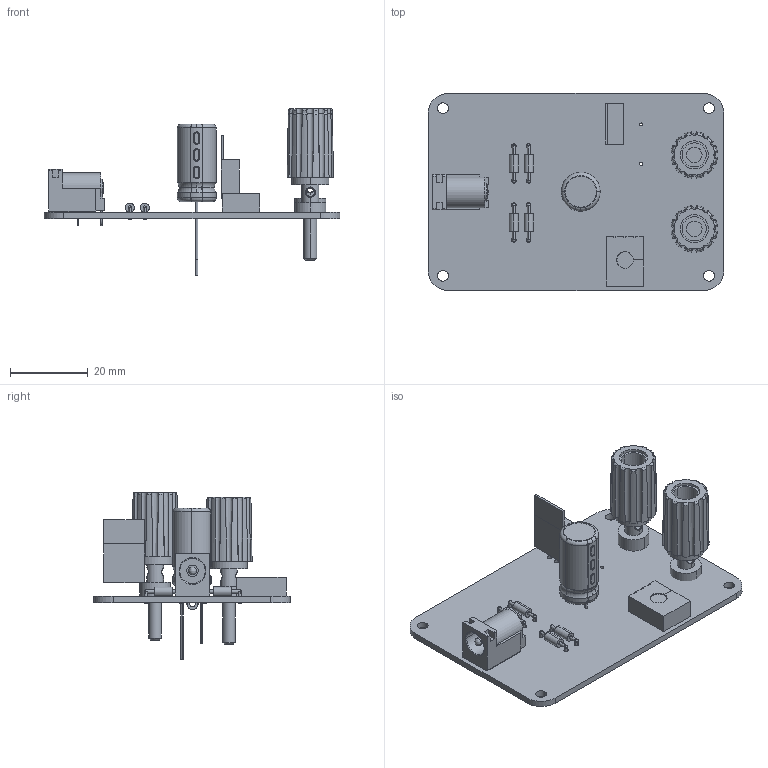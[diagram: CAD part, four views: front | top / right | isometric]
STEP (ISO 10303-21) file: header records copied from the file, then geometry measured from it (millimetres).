
FILE_DESCRIPTION (( 'STEP AP214' ), '1' );
FILE_NAME ('Power_Supply_PCB(Fixed).STEP', '2017-03-31T14:35:32', ( '' ), ( '' ), 'SwSTEP 2.0', 'SolidWorks 2015', '' );
FILE_SCHEMA (( 'AUTOMOTIVE_DESIGN' ));
Length unit declared in the file: millimetre
Products named in the file (49): Extruded; 1434208848; 1380978784; C1; D1; Cylinder_5; User_Library-CAP_10X20_3_1; 1380978304; 1380978424; User_Library-CAP_10X20_12_1; Extruded_2; User_Library-CAP_10X20_8_1; User_Library-CAP_10X20_11_1; 1380979264; Extruded_3; Power_Supply_PCB(Fixed); Sphere; D2; User_Library-CAP_10X20_4_1; User_Library-Keystone_7006; Cylinder_2; User_Library-CAP_10X20_1_1; Board; Cylinder_4; User_Library-CAP_10X20_9_1; 1380979024; User_Library-CAP_10X20_6_1; Cylinder; D4; U1; 1380979144; User_Library-CAP_10X20_10_1; User_Library-CAP_10X20_2_1; D3; J2; Sphere_2; 1434209360; 1380978904; R2; 1434208592 ...
Assembly tree (69 placements, depth 4):
  Power_Supply_PCB(Fixed)
    Board
    U1
      1434208592
        Extruded
      1434208720
        Extruded_2
    D4
      1380978304
        Cylinder
      1380979144
        Sphere
      1380978424
        Cylinder_2
      1380979024
        Cylinder_3
      1380978904
        Sphere_2
      1380978784
        Cylinder_4
      1380979264
        Cylinder_5
    D3
      1380978304
        Cylinder
      1380979144
        Sphere
      1380978424
        Cylinder_2
      1380979024
        Cylinder_3
      1380978904
        Sphere_2
      1380978784
        Cylinder_4
      1380979264
        Cylinder_5
    D2
      1380978304
        Cylinder
      1380979144
        Sphere
      1380978424
        Cylinder_2
      1380979024
        Cylinder_3
      1380978904
        Sphere_2
      1380978784
        Cylinder_4
      1380979264
        Cylinder_5
    C1
      AluRadial_D10xH20xP5
        User_Library-CAP_10X20_1_1
        User_Library-CAP_10X20_2_1
        User_Library-CAP_10X20_3_1
        User_Library-CAP_10X20_4_1
        User_Library-CAP_10X20_5_1
        User_Library-CAP_10X20_6_1
Bounding box: 76.2 x 50.8 x 43 mm (x, y, z)
Volume: 13364.9 mm3; surface area: 16144 mm2
Topology: 48 solids, 48 shells, 670 faces, 1662 edges, 1070 vertices
Faces by surface type: plane 267, cylinder 240, cone 62, bspline 55, torus 46
Entity records: 36625 total; most frequent: CARTESIAN_POINT 13792, ORIENTED_EDGE 3052, DIRECTION 3052, EDGE_CURVE 1526, AXIS2_PLACEMENT_3D 1148, VERTEX_POINT 998, VECTOR 756, LINE 756
